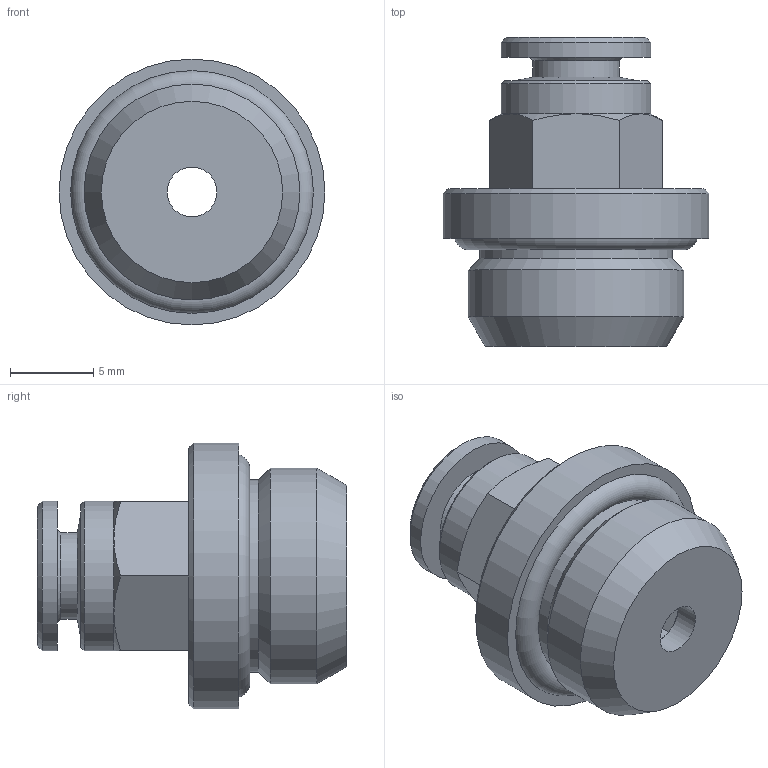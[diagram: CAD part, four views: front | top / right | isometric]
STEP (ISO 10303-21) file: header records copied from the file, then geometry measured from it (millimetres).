
FILE_DESCRIPTION( ( 'STEP AP214' ), '1' );
FILE_NAME( 'psolqas_8888_6.stp', '2020-12-01T17:06:30', ( 'License CC BY-ND 4.0' ), ( 'CADENAS' ), ' ', 'PARTsolutions', ' ' );
FILE_SCHEMA( ( 'AUTOMOTIVE_DESIGN { 1 0 10303 214 1 1 1 1 }' ) );
Length unit declared in the file: metre
Products named in the file (1): NONE
Bounding box: 16 x 18.6 x 16 mm (x, y, z)
Volume: 1746.8 mm3; surface area: 1338.3 mm2
Topology: 1 solids, 1 shells, 48 faces, 103 edges, 61 vertices
Faces by surface type: plane 24, cone 15, cylinder 8, torus 1
Full cylindrical faces by diameter (mm): 3 x1, 4.15 x1, 5.2 x1, 9 x2, 11.6 x1, 13 x1, 16 x1
Entity records: 1622 total; most frequent: CARTESIAN_POINT 283, DIRECTION 196, ORIENTED_EDGE 164, AXIS2_PLACEMENT_3D 83, EDGE_CURVE 82, EDGE_LOOP 72, VERTEX_POINT 58, FACE_OUTER_BOUND 57
